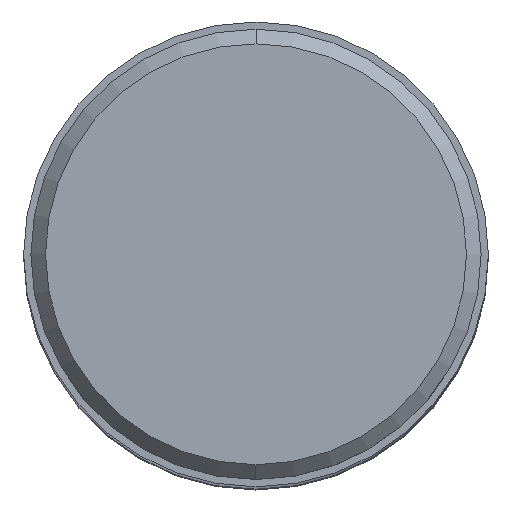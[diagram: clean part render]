
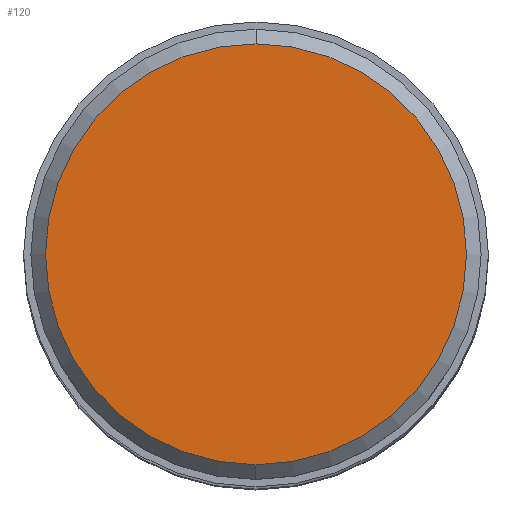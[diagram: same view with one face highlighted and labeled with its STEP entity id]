
A CAD part, top view. The second image highlights one B-rep face of the part: STEP entity #120.
In plain terms, the highlighted planar face has unit normal (0, 0, 1).
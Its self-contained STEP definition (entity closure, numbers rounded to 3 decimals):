
#40=PLANE('',#946);
#120=ADVANCED_FACE('',(#187),#40,.F.);
#187=FACE_OUTER_BOUND('',#237,.T.);
#237=EDGE_LOOP('',(#406,#407));
#406=ORIENTED_EDGE('',*,*,#605,.F.);
#407=ORIENTED_EDGE('',*,*,#604,.F.);
#508=VERTEX_POINT('',#2359);
#509=VERTEX_POINT('',#2361);
#604=EDGE_CURVE('',#509,#508,#714,.T.);
#605=EDGE_CURVE('',#508,#509,#715,.T.);
#714=CIRCLE('',#943,14.375);
#715=CIRCLE('',#945,14.375);
#943=AXIS2_PLACEMENT_3D('',#2362,#1151,#1152);
#945=AXIS2_PLACEMENT_3D('',#2364,#1155,#1156);
#946=AXIS2_PLACEMENT_3D('',#2365,#1157,#1158);
#1151=DIRECTION('',(0.,0.,-1.));
#1152=DIRECTION('',(0.,1.,0.));
#1155=DIRECTION('',(0.,0.,-1.));
#1156=DIRECTION('',(0.,-1.,0.));
#1157=DIRECTION('',(0.,0.,-1.));
#1158=DIRECTION('',(1.,0.,0.));
#2359=CARTESIAN_POINT('',(0.,-14.375,42.863));
#2361=CARTESIAN_POINT('',(0.,14.375,42.863));
#2362=CARTESIAN_POINT('',(0.,0.,42.863));
#2364=CARTESIAN_POINT('',(0.,0.,42.863));
#2365=CARTESIAN_POINT('',(0.,0.,42.863));
